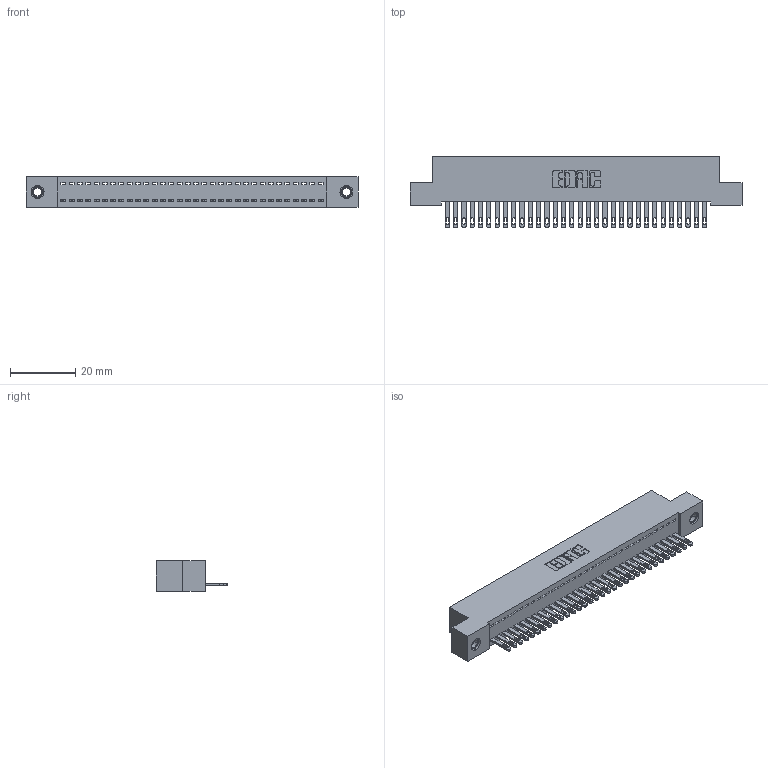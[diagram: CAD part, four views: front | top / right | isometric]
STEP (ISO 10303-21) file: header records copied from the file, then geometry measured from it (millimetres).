
FILE_DESCRIPTION (( 'STEP AP203' ), '1' );
FILE_NAME ('892-032-500-107.STEP', '2020-09-21T15:21:43', ( '' ), ( '' ), 'SwSTEP 2.0', 'SolidWorks 2020', '' );
FILE_SCHEMA (( 'CONFIG_CONTROL_DESIGN' ));
Length unit declared in the file: inch
Products named in the file (4): 345-250-001_345-250-005-103; 842 Part_TI; 892-032-500-107; 345-292-001_345-293-100
Assembly tree (35 placements, depth 2):
  892-032-500-107
    842 Part_TI
    345-292-001_345-293-100  x32
    345-250-001_345-250-005-103  x2
Bounding box: 101.6 x 21.85 x 9.4 mm (x, y, z)
Volume: 8878.6 mm3; surface area: 12946.3 mm2
Topology: 35 solids, 35 shells, 1898 faces, 5811 edges, 3866 vertices
Faces by surface type: plane 1250, cylinder 632, cone 12, torus 4
Entity records: 21840 total; most frequent: CARTESIAN_POINT 3749, ORIENTED_EDGE 3710, DIRECTION 3217, EDGE_CURVE 1855, VECTOR 1703, LINE 1703, VERTEX_POINT 1232, AXIS2_PLACEMENT_3D 757
